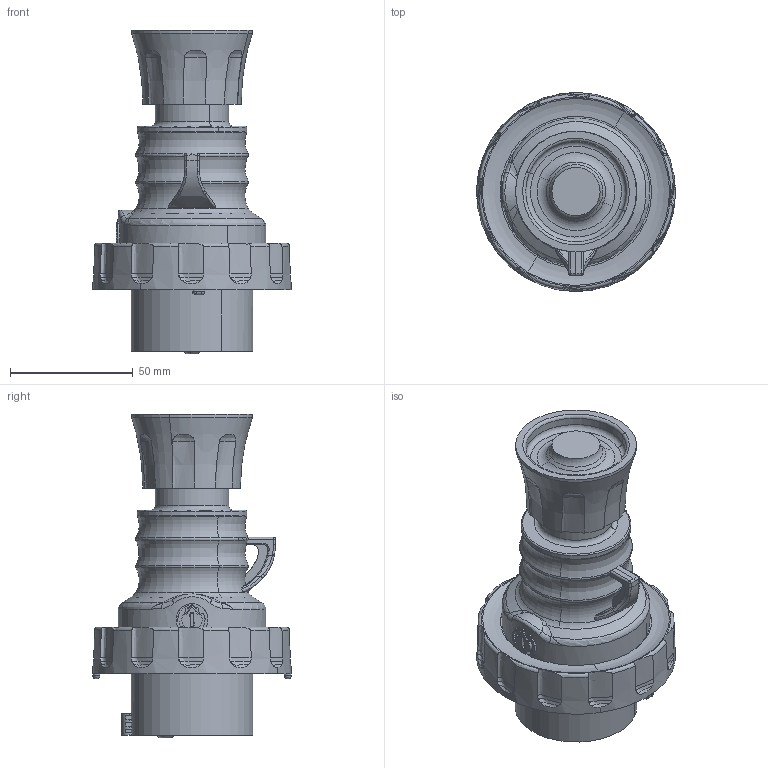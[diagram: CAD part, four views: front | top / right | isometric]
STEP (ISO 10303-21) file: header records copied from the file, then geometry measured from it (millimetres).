
FILE_DESCRIPTION((''),'2;1');
FILE_NAME('GW60030H_SW0001','2020-09-23T10:09:09',('User'),('Axiro Italia'),'CREO PARAMETRIC BY PTC INC, 2020074','CREO PARAMETRIC BY PTC INC, 2020074','');
FILE_SCHEMA(('CONFIG_CONTROL_DESIGN'));
Length unit declared in the file: millimetre
Products named in the file (1): GW60030H_SW0001
Bounding box: 80.89 x 80.89 x 131.5 mm (x, y, z)
Volume: 192273 mm3; surface area: 49218.3 mm2
Topology: 1 solids, 1 shells, 373 faces, 1032 edges, 680 vertices
Faces by surface type: plane 108, bspline 108, cylinder 58, torus 54, cone 45
Entity records: 18210 total; most frequent: CARTESIAN_POINT 9474, ORIENTED_EDGE 2060, DIRECTION 1482, EDGE_CURVE 1030, VERTEX_POINT 680, AXIS2_PLACEMENT_3D 595, B_SPLINE_CURVE_WITH_KNOTS 408, EDGE_LOOP 396
